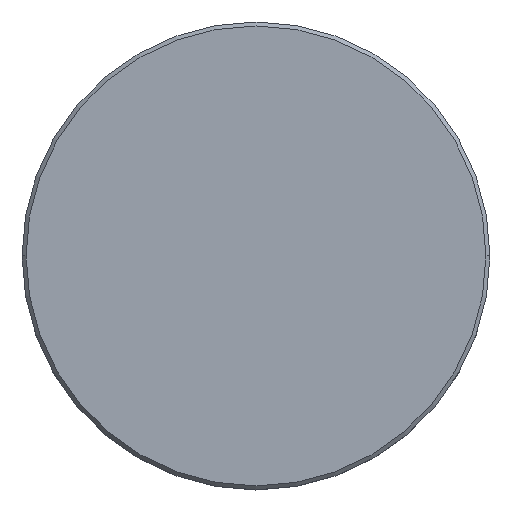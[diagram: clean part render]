
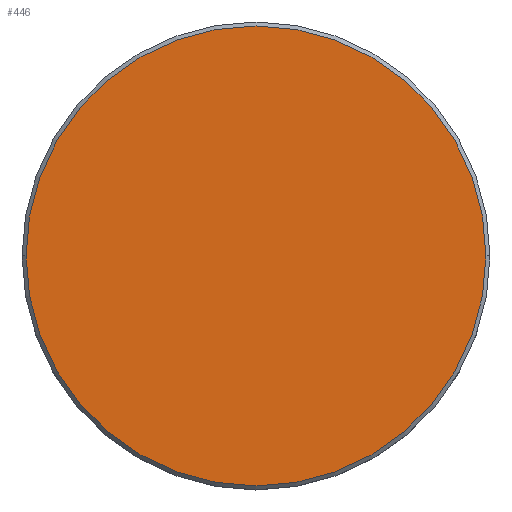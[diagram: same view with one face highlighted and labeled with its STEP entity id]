
A CAD part, top view. The second image highlights one B-rep face of the part: STEP entity #446.
In plain terms, the highlighted planar face has unit normal (0, 0, 1).
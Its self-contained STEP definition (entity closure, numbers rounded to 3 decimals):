
#72 = FACE_OUTER_BOUND ( 'NONE', #965, .T. ) ;
#155 = ORIENTED_EDGE ( 'NONE', *, *, #1140, .T. ) ;
#162 = DIRECTION ( 'NONE',  ( 1., 0., 0. ) ) ;
#273 = PLANE ( 'NONE',  #725 ) ;
#326 = ORIENTED_EDGE ( 'NONE', *, *, #347, .T. ) ;
#347 = EDGE_CURVE ( 'NONE', #504, #621, #868, .T. ) ;
#446 = ADVANCED_FACE ( 'NONE', ( #72 ), #273, .T. ) ;
#480 = AXIS2_PLACEMENT_3D ( 'NONE', #638, #1069, #537 ) ;
#494 = CIRCLE ( 'NONE', #694, 29. ) ;
#504 = VERTEX_POINT ( 'NONE', #742 ) ;
#537 = DIRECTION ( 'NONE',  ( 1., 0., 0. ) ) ;
#548 = DIRECTION ( 'NONE',  ( 1., 0., 0. ) ) ;
#621 = VERTEX_POINT ( 'NONE', #643 ) ;
#638 = CARTESIAN_POINT ( 'NONE',  ( 0., 0., 0. ) ) ;
#643 = CARTESIAN_POINT ( 'NONE',  ( 29., 0., 0. ) ) ;
#694 = AXIS2_PLACEMENT_3D ( 'NONE', #893, #986, #162 ) ;
#725 = AXIS2_PLACEMENT_3D ( 'NONE', #989, #805, #548 ) ;
#742 = CARTESIAN_POINT ( 'NONE',  ( -29., 0., 0. ) ) ;
#805 = DIRECTION ( 'NONE',  ( 0., 0., 1. ) ) ;
#868 = CIRCLE ( 'NONE', #480, 29. ) ;
#893 = CARTESIAN_POINT ( 'NONE',  ( 0., 0., 0. ) ) ;
#965 = EDGE_LOOP ( 'NONE', ( #326, #155 ) ) ;
#986 = DIRECTION ( 'NONE',  ( 0., 0., 1. ) ) ;
#989 = CARTESIAN_POINT ( 'NONE',  ( 0., 0., 0. ) ) ;
#1069 = DIRECTION ( 'NONE',  ( 0., 0., 1. ) ) ;
#1140 = EDGE_CURVE ( 'NONE', #621, #504, #494, .T. ) ;
